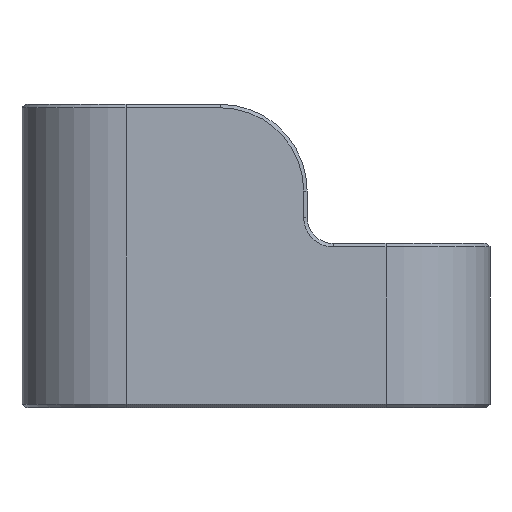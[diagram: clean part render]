
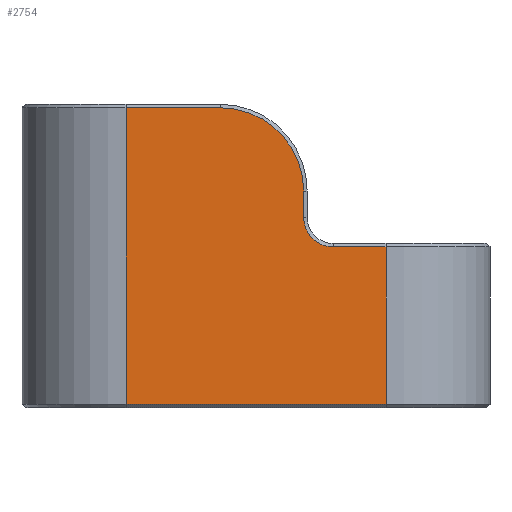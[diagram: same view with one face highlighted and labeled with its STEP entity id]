
A CAD part, front view. The second image highlights one B-rep face of the part: STEP entity #2754.
In plain terms, the highlighted planar face has unit normal (0, -1, 0).
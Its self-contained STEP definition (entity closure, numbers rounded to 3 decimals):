
#83=CIRCLE('',#2956,9.6);
#93=CIRCLE('',#2984,3.4);
#215=FACE_OUTER_BOUND('',#373,.T.);
#373=EDGE_LOOP('',(#1956,#1957,#1958,#1959,#1960,#1961,#1962,#1963));
#548=LINE('',#4146,#836);
#579=LINE('',#4224,#867);
#586=LINE('',#4247,#874);
#601=LINE('',#4286,#889);
#602=LINE('',#4289,#890);
#603=LINE('',#4291,#891);
#836=VECTOR('',#3323,10.);
#867=VECTOR('',#3396,10.);
#874=VECTOR('',#3425,10.);
#889=VECTOR('',#3468,10.);
#890=VECTOR('',#3471,10.);
#891=VECTOR('',#3472,10.);
#1143=VERTEX_POINT('',#4137);
#1145=VERTEX_POINT('',#4144);
#1169=VERTEX_POINT('',#4215);
#1170=VERTEX_POINT('',#4218);
#1171=VERTEX_POINT('',#4222);
#1176=VERTEX_POINT('',#4246);
#1187=VERTEX_POINT('',#4288);
#1188=VERTEX_POINT('',#4290);
#1398=EDGE_CURVE('',#1145,#1143,#548,.T.);
#1435=EDGE_CURVE('',#1170,#1169,#83,.T.);
#1437=EDGE_CURVE('',#1171,#1170,#579,.T.);
#1448=EDGE_CURVE('',#1176,#1169,#586,.T.);
#1468=EDGE_CURVE('',#1143,#1171,#601,.T.);
#1469=EDGE_CURVE('',#1145,#1187,#602,.T.);
#1470=EDGE_CURVE('',#1188,#1187,#603,.T.);
#1471=EDGE_CURVE('',#1188,#1176,#93,.T.);
#1956=ORIENTED_EDGE('',*,*,#1437,.F.);
#1957=ORIENTED_EDGE('',*,*,#1468,.F.);
#1958=ORIENTED_EDGE('',*,*,#1398,.F.);
#1959=ORIENTED_EDGE('',*,*,#1469,.T.);
#1960=ORIENTED_EDGE('',*,*,#1470,.F.);
#1961=ORIENTED_EDGE('',*,*,#1471,.T.);
#1962=ORIENTED_EDGE('',*,*,#1448,.T.);
#1963=ORIENTED_EDGE('',*,*,#1435,.F.);
#2474=PLANE('',#2983);
#2754=ADVANCED_FACE('',(#215),#2474,.T.);
#2956=AXIS2_PLACEMENT_3D('',#4220,#3391,#3392);
#2983=AXIS2_PLACEMENT_3D('',#4287,#3469,#3470);
#2984=AXIS2_PLACEMENT_3D('',#4292,#3473,#3474);
#3323=DIRECTION('',(-1.,0.,0.));
#3391=DIRECTION('center_axis',(0.,1.,0.));
#3392=DIRECTION('ref_axis',(1.,0.,0.));
#3396=DIRECTION('',(1.,0.,0.));
#3425=DIRECTION('',(0.,0.,1.));
#3468=DIRECTION('',(0.,0.,1.));
#3469=DIRECTION('center_axis',(0.,-1.,0.));
#3470=DIRECTION('ref_axis',(0.,0.,1.));
#3471=DIRECTION('',(0.,0.,1.));
#3472=DIRECTION('',(1.,0.,0.));
#3473=DIRECTION('center_axis',(0.,1.,0.));
#3474=DIRECTION('ref_axis',(-1.,0.,0.));
#4137=CARTESIAN_POINT('',(-305.708,683.358,-19.7));
#4144=CARTESIAN_POINT('',(-275.708,683.358,-19.7));
#4146=CARTESIAN_POINT('',(-304.708,683.358,-19.7));
#4215=CARTESIAN_POINT('',(-285.208,683.358,4.9));
#4218=CARTESIAN_POINT('',(-294.808,683.358,14.5));
#4220=CARTESIAN_POINT('Origin',(-294.808,683.358,4.9));
#4222=CARTESIAN_POINT('',(-305.708,683.358,14.5));
#4224=CARTESIAN_POINT('',(-285.258,683.358,14.5));
#4246=CARTESIAN_POINT('',(-285.208,683.358,1.849));
#4247=CARTESIAN_POINT('',(-285.208,683.358,1.849));
#4286=CARTESIAN_POINT('',(-305.708,683.358,14.5));
#4287=CARTESIAN_POINT('Origin',(-275.708,683.358,14.5));
#4288=CARTESIAN_POINT('',(-275.708,683.358,-1.551));
#4289=CARTESIAN_POINT('',(-275.708,683.358,-20.1));
#4290=CARTESIAN_POINT('',(-281.808,683.358,-1.551));
#4291=CARTESIAN_POINT('',(-281.808,683.358,-1.551));
#4292=CARTESIAN_POINT('Origin',(-281.808,683.358,1.849));
